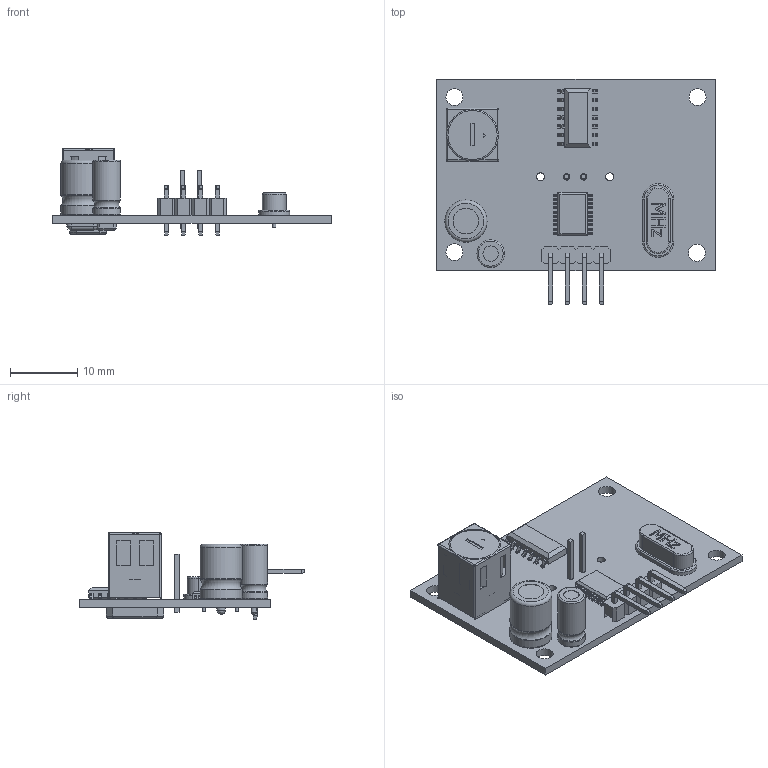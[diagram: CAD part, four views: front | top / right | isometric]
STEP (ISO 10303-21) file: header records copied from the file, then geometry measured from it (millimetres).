
FILE_DESCRIPTION(/* description */ (''),/* implementation_level */ '2;1');
FILE_NAME(/* name */ 'JSN20_flipped_con.step',/* time_stamp */ '2020-08-19T13:23:25+02:00',/* author */ (''),/* organization */ (''),/* preprocessor_version */ 'ST-DEVELOPER v18.1',/* originating_system */ 'Autodesk Translation Framework v9.3.0.1241',/* authorisation */ '');
FILE_SCHEMA (('AUTOMOTIVE_DESIGN { 1 0 10303 214 3 1 1 }'));
Length unit declared in the file: metre
Products named in the file (1): JSN20
Bounding box: 41.36 x 33.52 x 12.84 mm (x, y, z)
Volume: 2623.8 mm3; surface area: 4684.5 mm2
Topology: 48 solids, 48 shells, 891 faces, 2229 edges, 1454 vertices
Faces by surface type: plane 614, cylinder 250, torus 17, bspline 6, sphere 4
Full cylindrical faces by diameter (mm): 0.48 x2, 0.95 x2, 1 x4, 1.2 x2, 1.8 x2, 2.3 x1, 2.53 x4, 3.8 x1, 4.1 x2, 6.28 x2, 7.7 x2
Entity records: 26814 total; most frequent: CARTESIAN_POINT 4726, DIRECTION 4534, ORIENTED_EDGE 4458, EDGE_CURVE 2229, LINE 1682, VECTOR 1682, VERTEX_POINT 1454, AXIS2_PLACEMENT_3D 1426
